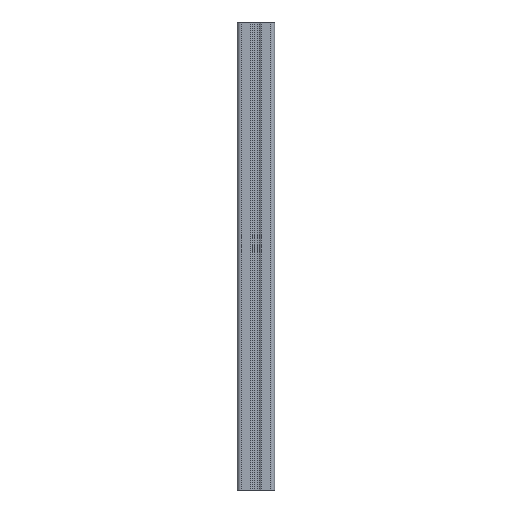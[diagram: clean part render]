
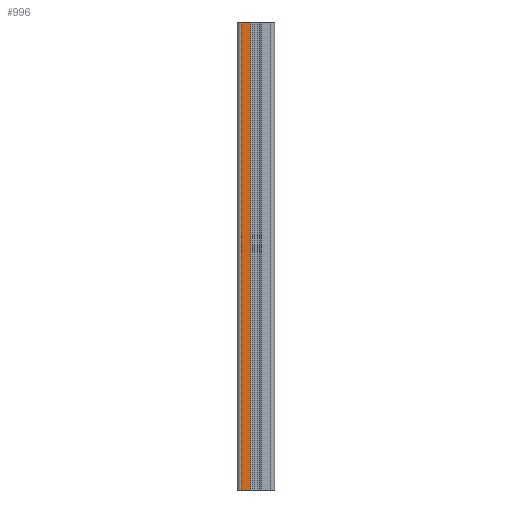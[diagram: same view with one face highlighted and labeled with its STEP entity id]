
A CAD part, left-side view. The second image highlights one B-rep face of the part: STEP entity #996.
In plain terms, the highlighted planar face has unit normal (-1, 0, 0).
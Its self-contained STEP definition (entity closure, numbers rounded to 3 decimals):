
#564 = EDGE_CURVE ( 'NONE', #572, #633, #2033, .T. ) ;
#572 = VERTEX_POINT ( 'NONE', #2023 ) ;
#633 = VERTEX_POINT ( 'NONE', #2160 ) ;
#994 = EDGE_CURVE ( 'NONE', #8263, #633, #2747, .T. ) ;
#995 = ORIENTED_EDGE ( 'NONE', *, *, #994, .F. ) ;
#996 = ADVANCED_FACE ( 'NONE', ( #2758 ), #2744, .F. ) ;
#997 = ORIENTED_EDGE ( 'NONE', *, *, #564, .T. ) ;
#999 = ORIENTED_EDGE ( 'NONE', *, *, #1049, .T. ) ;
#1000 = ORIENTED_EDGE ( 'NONE', *, *, #2446, .F. ) ;
#1046 = EDGE_LOOP ( 'NONE', ( #997, #995, #1000, #999 ) ) ;
#1049 = EDGE_CURVE ( 'NONE', #2447, #572, #2849, .T. ) ;
#1991 = DIRECTION ( 'NONE',  ( 0., -1., 0. ) ) ;
#2023 = CARTESIAN_POINT ( 'NONE',  ( -18707.939, -15380.938, 0. ) ) ;
#2032 = VECTOR ( 'NONE', #1991, 1000. ) ;
#2033 = LINE ( 'NONE', #2041, #2032 ) ;
#2041 = CARTESIAN_POINT ( 'NONE',  ( -18707.939, -15380.938, 0. ) ) ;
#2160 = CARTESIAN_POINT ( 'NONE',  ( -18707.939, -15391.338, 0. ) ) ;
#2446 = EDGE_CURVE ( 'NONE', #2447, #8263, #2897, .T. ) ;
#2447 = VERTEX_POINT ( 'NONE', #2909 ) ;
#2714 = CARTESIAN_POINT ( 'NONE',  ( -18707.939, -15380.938, 500. ) ) ;
#2732 = DIRECTION ( 'NONE',  ( 0., 1., 0. ) ) ;
#2733 = DIRECTION ( 'NONE',  ( 1., 0., 0. ) ) ;
#2734 = DIRECTION ( 'NONE',  ( 0., 0., -1. ) ) ;
#2735 = VECTOR ( 'NONE', #2734, 1000. ) ;
#2739 = AXIS2_PLACEMENT_3D ( 'NONE', #2714, #2733, #2732 ) ;
#2744 = PLANE ( 'NONE',  #2739 ) ;
#2747 = LINE ( 'NONE', #2753, #2735 ) ;
#2753 = CARTESIAN_POINT ( 'NONE',  ( -18707.939, -15391.338, 500. ) ) ;
#2758 = FACE_OUTER_BOUND ( 'NONE', #1046, .T. ) ;
#2840 = DIRECTION ( 'NONE',  ( 0., 0., -1. ) ) ;
#2841 = VECTOR ( 'NONE', #2840, 1000. ) ;
#2842 = CARTESIAN_POINT ( 'NONE',  ( -18707.939, -15380.938, 500. ) ) ;
#2849 = LINE ( 'NONE', #2842, #2841 ) ;
#2894 = DIRECTION ( 'NONE',  ( 0., -1., 0. ) ) ;
#2895 = VECTOR ( 'NONE', #2894, 1000. ) ;
#2896 = CARTESIAN_POINT ( 'NONE',  ( -18707.939, -15380.938, 500. ) ) ;
#2897 = LINE ( 'NONE', #2896, #2895 ) ;
#2909 = CARTESIAN_POINT ( 'NONE',  ( -18707.939, -15380.938, 500. ) ) ;
#8088 = CARTESIAN_POINT ( 'NONE',  ( -18707.939, -15391.338, 500. ) ) ;
#8263 = VERTEX_POINT ( 'NONE', #8088 ) ;
